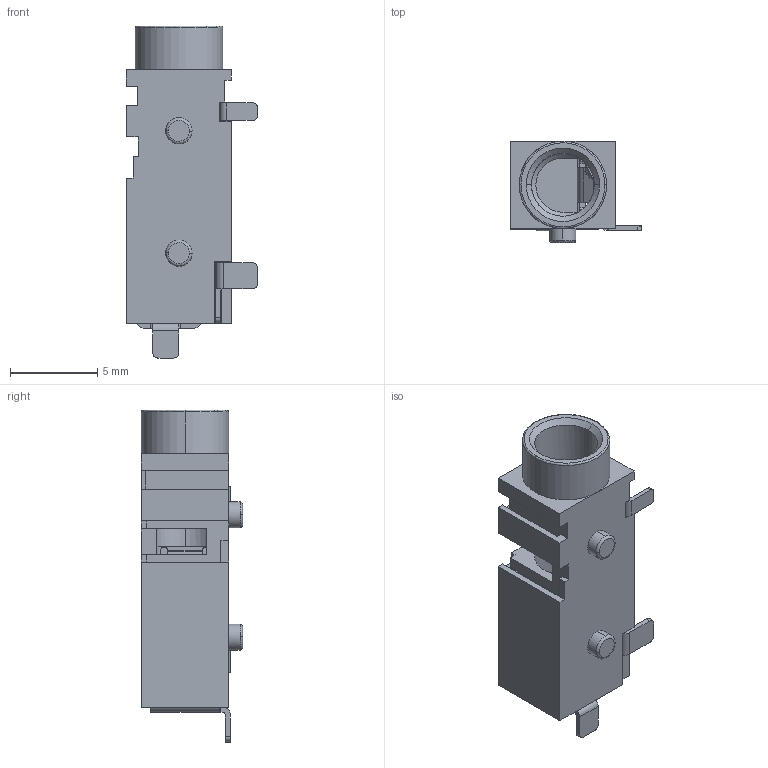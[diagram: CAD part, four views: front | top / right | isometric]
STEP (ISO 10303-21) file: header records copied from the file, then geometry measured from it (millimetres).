
FILE_DESCRIPTION (( 'STEP AP214' ), '1' );
FILE_NAME ('CUI_DEVICES_MJ-3523-SMT-TR.step', '2024-02-15T17:19:28', ( '' ), ( '' ), 'SwSTEP 2.0', 'SolidWorks 2023', '' );
FILE_SCHEMA (( 'AUTOMOTIVE_DESIGN' ));
Length unit declared in the file: inch
Products named in the file (1): CUI_DEVICES_MJ-3523-SMT-TR
Bounding box: 7.5 x 5.8 x 19 mm (x, y, z)
Volume: 266 mm3; surface area: 908.8 mm2
Topology: 1 solids, 1 shells, 329 faces, 989 edges, 648 vertices
Faces by surface type: plane 207, cylinder 91, bspline 22, torus 6, cone 3
Entity records: 11728 total; most frequent: CARTESIAN_POINT 2777, ORIENTED_EDGE 1966, DIRECTION 1774, EDGE_CURVE 983, VECTOR 716, LINE 716, VERTEX_POINT 648, AXIS2_PLACEMENT_3D 529
